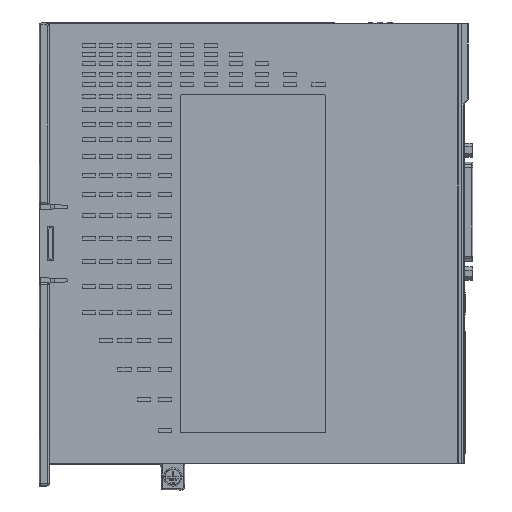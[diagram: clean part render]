
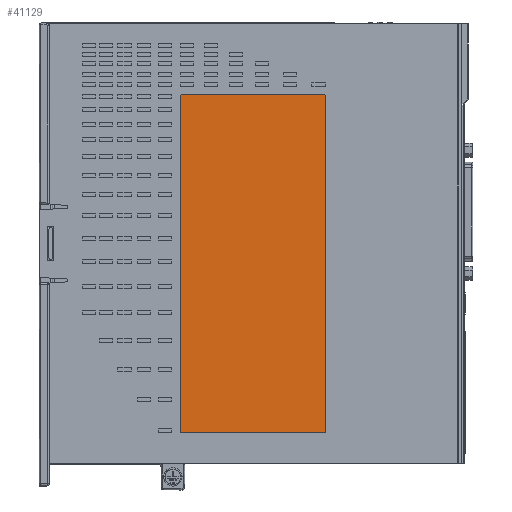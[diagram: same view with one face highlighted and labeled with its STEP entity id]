
A CAD part, left-side view. The second image highlights one B-rep face of the part: STEP entity #41129.
In plain terms, the highlighted planar face has unit normal (-1, 0, 0).
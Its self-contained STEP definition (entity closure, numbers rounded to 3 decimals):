
#9910=B_SPLINE_CURVE_WITH_KNOTS('',1,(#248020,#248021),.UNSPECIFIED.,.F.,
 .F.,(2,2),(-54.6,0.),.UNSPECIFIED.);
#9911=B_SPLINE_CURVE_WITH_KNOTS('',1,(#248025,#248026),.UNSPECIFIED.,.F.,
 .F.,(2,2),(-128.6,0.),.UNSPECIFIED.);
#9912=B_SPLINE_CURVE_WITH_KNOTS('',1,(#248030,#248031),.UNSPECIFIED.,.F.,
 .F.,(2,2),(-54.6,0.),.UNSPECIFIED.);
#9913=B_SPLINE_CURVE_WITH_KNOTS('',1,(#248035,#248036),.UNSPECIFIED.,.F.,
 .F.,(2,2),(-128.6,0.),.UNSPECIFIED.);
#41129=ADVANCED_FACE('',(#46333),#143009,.T.);
#46333=FACE_OUTER_BOUND('',#51733,.T.);
#51733=EDGE_LOOP('',(#69812,#69813,#69814,#69815,#69816,#69817,#69818,#69819));
#69812=ORIENTED_EDGE('',*,*,#96665,.T.);
#69813=ORIENTED_EDGE('',*,*,#96666,.T.);
#69814=ORIENTED_EDGE('',*,*,#96667,.T.);
#69815=ORIENTED_EDGE('',*,*,#96668,.T.);
#69816=ORIENTED_EDGE('',*,*,#96669,.T.);
#69817=ORIENTED_EDGE('',*,*,#96670,.T.);
#69818=ORIENTED_EDGE('',*,*,#96671,.T.);
#69819=ORIENTED_EDGE('',*,*,#96672,.T.);
#96665=EDGE_CURVE('',#130416,#130417,#9910,.T.);
#96666=EDGE_CURVE('',#130417,#130418,#114241,.T.);
#96667=EDGE_CURVE('',#130418,#130419,#9911,.T.);
#96668=EDGE_CURVE('',#130419,#130420,#114242,.T.);
#96669=EDGE_CURVE('',#130420,#130421,#9912,.T.);
#96670=EDGE_CURVE('',#130421,#130422,#114243,.T.);
#96671=EDGE_CURVE('',#130422,#130423,#9913,.T.);
#96672=EDGE_CURVE('',#130423,#130416,#114244,.T.);
#114241=(
BOUNDED_CURVE()
B_SPLINE_CURVE(2,(#248022,#248023,#248024),.UNSPECIFIED.,.F.,.F.)
B_SPLINE_CURVE_WITH_KNOTS((3,3),(1.571,1.971),
 .UNSPECIFIED.)
CURVE()
GEOMETRIC_REPRESENTATION_ITEM()
RATIONAL_B_SPLINE_CURVE((1.,0.707,1.))
REPRESENTATION_ITEM('')
);
#114242=(
BOUNDED_CURVE()
B_SPLINE_CURVE(2,(#248027,#248028,#248029),.UNSPECIFIED.,.F.,.F.)
B_SPLINE_CURVE_WITH_KNOTS((3,3),(3.142,3.542),
 .UNSPECIFIED.)
CURVE()
GEOMETRIC_REPRESENTATION_ITEM()
RATIONAL_B_SPLINE_CURVE((1.,0.707,1.))
REPRESENTATION_ITEM('')
);
#114243=(
BOUNDED_CURVE()
B_SPLINE_CURVE(2,(#248032,#248033,#248034),.UNSPECIFIED.,.F.,.F.)
B_SPLINE_CURVE_WITH_KNOTS((3,3),(-3.542,-3.142),
 .UNSPECIFIED.)
CURVE()
GEOMETRIC_REPRESENTATION_ITEM()
RATIONAL_B_SPLINE_CURVE((1.,0.707,1.))
REPRESENTATION_ITEM('')
);
#114244=(
BOUNDED_CURVE()
B_SPLINE_CURVE(2,(#248037,#248038,#248039),.UNSPECIFIED.,.F.,.F.)
B_SPLINE_CURVE_WITH_KNOTS((3,3),(-1.971,-1.571),
 .UNSPECIFIED.)
CURVE()
GEOMETRIC_REPRESENTATION_ITEM()
RATIONAL_B_SPLINE_CURVE((1.,0.707,1.))
REPRESENTATION_ITEM('')
);
#130416=VERTEX_POINT('',#248012);
#130417=VERTEX_POINT('',#248013);
#130418=VERTEX_POINT('',#248014);
#130419=VERTEX_POINT('',#248015);
#130420=VERTEX_POINT('',#248016);
#130421=VERTEX_POINT('',#248017);
#130422=VERTEX_POINT('',#248018);
#130423=VERTEX_POINT('',#248019);
#143009=PLANE('',#146264);
#146264=AXIS2_PLACEMENT_3D('',#248011,#149502,$);
#149502=DIRECTION('',(-1.,0.,0.));
#248011=CARTESIAN_POINT('',(76.604,-43.926,106.144));
#248012=CARTESIAN_POINT('',(76.604,16.392,-35.774));
#248013=CARTESIAN_POINT('',(76.604,-38.208,-35.774));
#248014=CARTESIAN_POINT('',(76.604,-38.408,-35.574));
#248015=CARTESIAN_POINT('',(76.604,-38.408,93.026));
#248016=CARTESIAN_POINT('',(76.604,-38.208,93.226));
#248017=CARTESIAN_POINT('',(76.604,16.392,93.226));
#248018=CARTESIAN_POINT('',(76.604,16.592,93.026));
#248019=CARTESIAN_POINT('',(76.604,16.592,-35.574));
#248020=CARTESIAN_POINT('',(76.604,16.392,-35.774));
#248021=CARTESIAN_POINT('',(76.604,-38.208,-35.774));
#248022=CARTESIAN_POINT('',(76.604,-38.208,-35.774));
#248023=CARTESIAN_POINT('',(76.604,-38.408,-35.774));
#248024=CARTESIAN_POINT('',(76.604,-38.408,-35.574));
#248025=CARTESIAN_POINT('',(76.604,-38.408,-35.574));
#248026=CARTESIAN_POINT('',(76.604,-38.408,93.026));
#248027=CARTESIAN_POINT('',(76.604,-38.408,93.026));
#248028=CARTESIAN_POINT('',(76.604,-38.408,93.226));
#248029=CARTESIAN_POINT('',(76.604,-38.208,93.226));
#248030=CARTESIAN_POINT('',(76.604,-38.208,93.226));
#248031=CARTESIAN_POINT('',(76.604,16.392,93.226));
#248032=CARTESIAN_POINT('',(76.604,16.392,93.226));
#248033=CARTESIAN_POINT('',(76.604,16.592,93.226));
#248034=CARTESIAN_POINT('',(76.604,16.592,93.026));
#248035=CARTESIAN_POINT('',(76.604,16.592,93.026));
#248036=CARTESIAN_POINT('',(76.604,16.592,-35.574));
#248037=CARTESIAN_POINT('',(76.604,16.592,-35.574));
#248038=CARTESIAN_POINT('',(76.604,16.592,-35.774));
#248039=CARTESIAN_POINT('',(76.604,16.392,-35.774));
